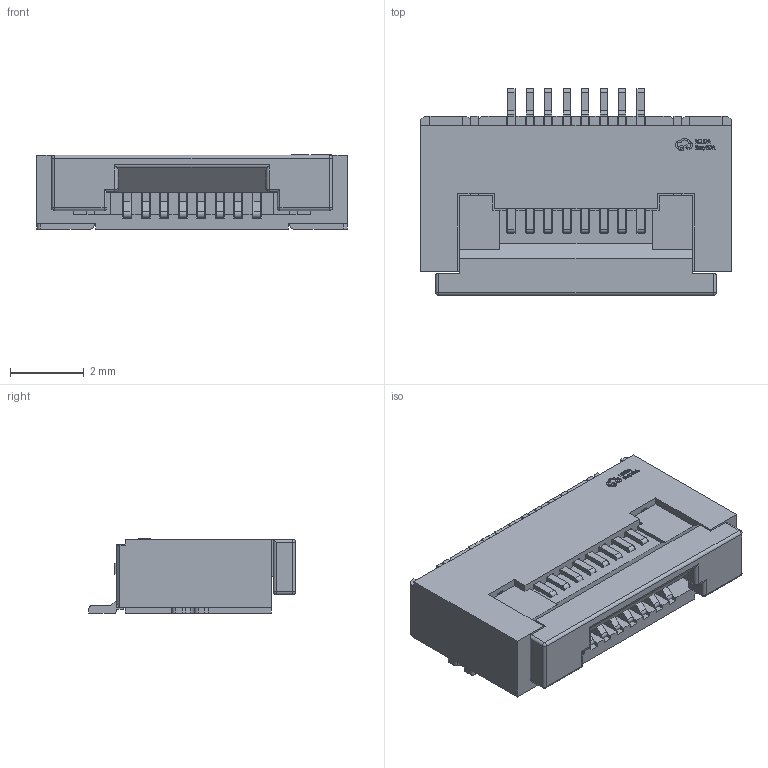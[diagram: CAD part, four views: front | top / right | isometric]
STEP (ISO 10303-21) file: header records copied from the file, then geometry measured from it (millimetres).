
FILE_DESCRIPTION (( 'STEP AP214' ), '1' );
FILE_NAME ('FPC-SMD_8P-P0.50_FPC-05F-8PH20.step', '2022-07-06T12:10:57', ( '' ), ( '' ), 'SwSTEP 2.0', 'SolidWorks 2020', '' );
FILE_SCHEMA (( 'AUTOMOTIVE_DESIGN' ));
Length unit declared in the file: millimetre
Products named in the file (1): FPC-SMD_8P-P0.50_FPC-05F-8PH20
Bounding box: 8.4 x 5.6 x 2.01 mm (x, y, z)
Volume: 54.3 mm3; surface area: 372.1 mm2
Topology: 12 solids, 12 shells, 760 faces, 2158 edges, 1418 vertices
Faces by surface type: plane 562, bspline 112, cylinder 78, sphere 8
Entity records: 34125 total; most frequent: CARTESIAN_POINT 6603, ORIENTED_EDGE 4296, DIRECTION 3340, EDGE_CURVE 2148, LINE 1774, VECTOR 1774, VERTEX_POINT 1418, EDGE_LOOP 786
